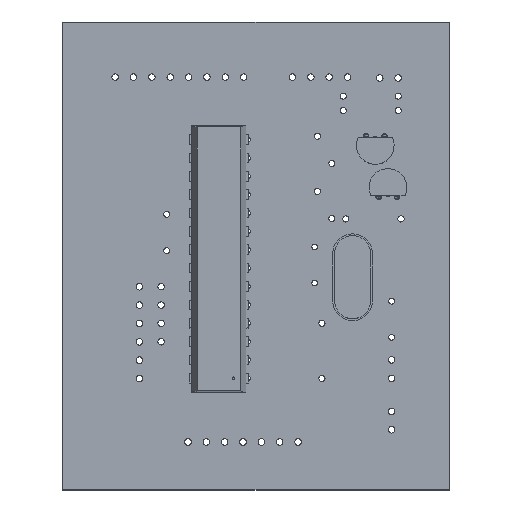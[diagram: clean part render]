
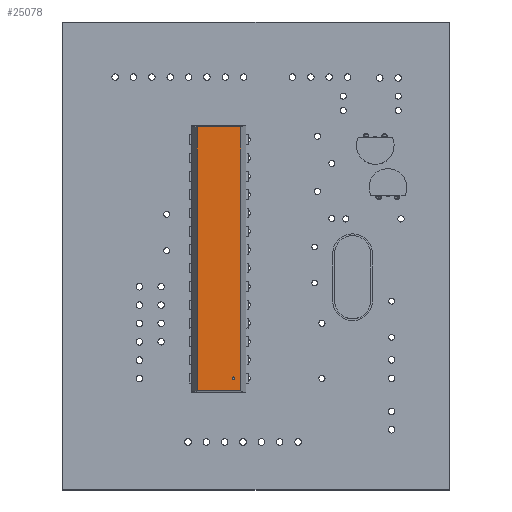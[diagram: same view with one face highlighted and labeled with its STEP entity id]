
A CAD part, top view. The second image highlights one B-rep face of the part: STEP entity #25078.
In plain terms, the highlighted planar face has unit normal (0, 0, 1).
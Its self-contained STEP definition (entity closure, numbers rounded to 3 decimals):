
#25078 = ADVANCED_FACE('',(#25079),#25113,.T.);
#25079 = FACE_BOUND('',#25080,.T.);
#25080 = EDGE_LOOP('',(#25081,#25091,#25099,#25107));
#25081 = ORIENTED_EDGE('',*,*,#25082,.F.);
#25082 = EDGE_CURVE('',#25083,#25085,#25087,.T.);
#25083 = VERTEX_POINT('',#25084);
#25084 = CARTESIAN_POINT('',(53.841,79.225,5.207));
#25085 = VERTEX_POINT('',#25086);
#25086 = CARTESIAN_POINT('',(59.899,79.225,5.207));
#25087 = LINE('',#25088,#25089);
#25088 = CARTESIAN_POINT('',(53.841,79.225,5.207));
#25089 = VECTOR('',#25090,1.);
#25090 = DIRECTION('',(1.,0.,0.));
#25091 = ORIENTED_EDGE('',*,*,#25092,.F.);
#25092 = EDGE_CURVE('',#25093,#25083,#25095,.T.);
#25093 = VERTEX_POINT('',#25094);
#25094 = CARTESIAN_POINT('',(53.841,42.699,5.207));
#25095 = LINE('',#25096,#25097);
#25096 = CARTESIAN_POINT('',(53.841,42.699,5.207));
#25097 = VECTOR('',#25098,1.);
#25098 = DIRECTION('',(0.,1.,0.));
#25099 = ORIENTED_EDGE('',*,*,#25100,.F.);
#25100 = EDGE_CURVE('',#25101,#25093,#25103,.T.);
#25101 = VERTEX_POINT('',#25102);
#25102 = CARTESIAN_POINT('',(59.899,42.699,5.207));
#25103 = LINE('',#25104,#25105);
#25104 = CARTESIAN_POINT('',(59.899,42.699,5.207));
#25105 = VECTOR('',#25106,1.);
#25106 = DIRECTION('',(-1.,0.,0.));
#25107 = ORIENTED_EDGE('',*,*,#25108,.F.);
#25108 = EDGE_CURVE('',#25085,#25101,#25109,.T.);
#25109 = LINE('',#25110,#25111);
#25110 = CARTESIAN_POINT('',(59.899,79.225,5.207));
#25111 = VECTOR('',#25112,1.);
#25112 = DIRECTION('',(0.,-1.,0.));
#25113 = PLANE('',#25114);
#25114 = AXIS2_PLACEMENT_3D('',#25115,#25116,#25117);
#25115 = CARTESIAN_POINT('',(59.899,79.225,5.207));
#25116 = DIRECTION('',(0.,0.,1.));
#25117 = DIRECTION('',(0.,-1.,0.));
